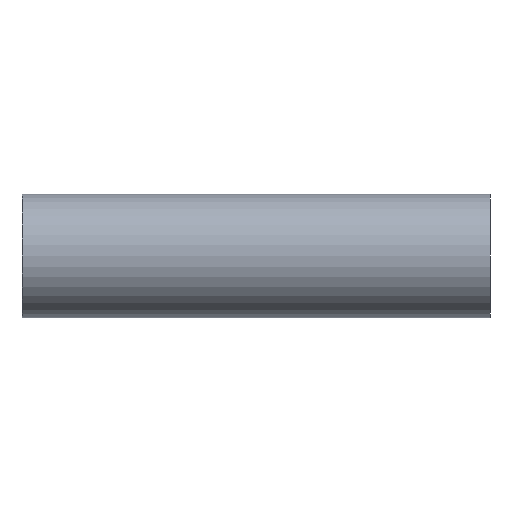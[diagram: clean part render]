
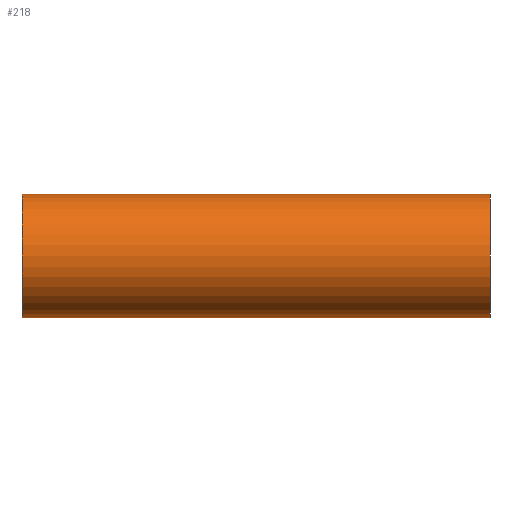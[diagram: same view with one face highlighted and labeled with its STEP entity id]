
A CAD part, left-side view. The second image highlights one B-rep face of the part: STEP entity #218.
In plain terms, the highlighted cylindrical face has radius 37.5 mm (diameter 75 mm), a partial arc.
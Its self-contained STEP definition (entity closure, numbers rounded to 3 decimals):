
#7 = VERTEX_POINT ( 'NONE', #225 ) ;
#9 = DIRECTION ( 'NONE',  ( 0., -1., 0. ) ) ;
#14 = VERTEX_POINT ( 'NONE', #194 ) ;
#37 = CYLINDRICAL_SURFACE ( 'NONE', #386, 37.5 ) ;
#40 = ORIENTED_EDGE ( 'NONE', *, *, #86, .F. ) ;
#45 = CARTESIAN_POINT ( 'NONE',  ( 0., 0., 37.5 ) ) ;
#47 = EDGE_CURVE ( 'NONE', #7, #372, #298, .T. ) ;
#50 = CARTESIAN_POINT ( 'NONE',  ( 0., 99., 37.5 ) ) ;
#52 = VECTOR ( 'NONE', #70, 1000. ) ;
#70 = DIRECTION ( 'NONE',  ( 0., -1., 0. ) ) ;
#71 = DIRECTION ( 'NONE',  ( 0., -1., 0. ) ) ;
#86 = EDGE_CURVE ( 'NONE', #425, #14, #480, .T. ) ;
#99 = LINE ( 'NONE', #365, #384 ) ;
#110 = VERTEX_POINT ( 'NONE', #45 ) ;
#127 = AXIS2_PLACEMENT_3D ( 'NONE', #243, #204, #128 ) ;
#128 = DIRECTION ( 'NONE',  ( 0., 0., 1. ) ) ;
#137 = ORIENTED_EDGE ( 'NONE', *, *, #180, .T. ) ;
#160 = VECTOR ( 'NONE', #9, 1000. ) ;
#180 = EDGE_CURVE ( 'NONE', #425, #7, #307, .T. ) ;
#194 = CARTESIAN_POINT ( 'NONE',  ( 0., 284., 37.5 ) ) ;
#204 = DIRECTION ( 'NONE',  ( 0., 1., 0. ) ) ;
#205 = EDGE_CURVE ( 'NONE', #14, #427, #235, .T. ) ;
#218 = ADVANCED_FACE ( 'NONE', ( #470 ), #37, .T. ) ;
#225 = CARTESIAN_POINT ( 'NONE',  ( 0., 99., -37.5 ) ) ;
#230 = CARTESIAN_POINT ( 'NONE',  ( 0., 284., -37.5 ) ) ;
#235 = LINE ( 'NONE', #380, #52 ) ;
#240 = CARTESIAN_POINT ( 'NONE',  ( 0., 284., -37.5 ) ) ;
#243 = CARTESIAN_POINT ( 'NONE',  ( 0., 0., 0. ) ) ;
#247 = AXIS2_PLACEMENT_3D ( 'NONE', #302, #377, #343 ) ;
#254 = CIRCLE ( 'NONE', #127, 37.5 ) ;
#288 = EDGE_CURVE ( 'NONE', #427, #110, #99, .T. ) ;
#298 = LINE ( 'NONE', #230, #326 ) ;
#302 = CARTESIAN_POINT ( 'NONE',  ( 0., 284., 0. ) ) ;
#306 = ORIENTED_EDGE ( 'NONE', *, *, #288, .F. ) ;
#307 = LINE ( 'NONE', #348, #160 ) ;
#325 = EDGE_LOOP ( 'NONE', ( #392, #40, #137, #475, #413, #306 ) ) ;
#326 = VECTOR ( 'NONE', #71, 1000. ) ;
#339 = CARTESIAN_POINT ( 'NONE',  ( 0., 284., 0. ) ) ;
#343 = DIRECTION ( 'NONE',  ( 0., 0., 1. ) ) ;
#348 = CARTESIAN_POINT ( 'NONE',  ( 0., 284., -37.5 ) ) ;
#360 = DIRECTION ( 'NONE',  ( 0., 0., -1. ) ) ;
#365 = CARTESIAN_POINT ( 'NONE',  ( 0., 284., 37.5 ) ) ;
#368 = DIRECTION ( 'NONE',  ( 0., -1., 0. ) ) ;
#372 = VERTEX_POINT ( 'NONE', #463 ) ;
#377 = DIRECTION ( 'NONE',  ( 0., 1., 0. ) ) ;
#380 = CARTESIAN_POINT ( 'NONE',  ( 0., 284., 37.5 ) ) ;
#384 = VECTOR ( 'NONE', #368, 1000. ) ;
#386 = AXIS2_PLACEMENT_3D ( 'NONE', #339, #477, #360 ) ;
#392 = ORIENTED_EDGE ( 'NONE', *, *, #205, .F. ) ;
#413 = ORIENTED_EDGE ( 'NONE', *, *, #455, .T. ) ;
#425 = VERTEX_POINT ( 'NONE', #240 ) ;
#427 = VERTEX_POINT ( 'NONE', #50 ) ;
#455 = EDGE_CURVE ( 'NONE', #372, #110, #254, .T. ) ;
#463 = CARTESIAN_POINT ( 'NONE',  ( 0., 0., -37.5 ) ) ;
#470 = FACE_OUTER_BOUND ( 'NONE', #325, .T. ) ;
#475 = ORIENTED_EDGE ( 'NONE', *, *, #47, .T. ) ;
#477 = DIRECTION ( 'NONE',  ( 0., -1., 0. ) ) ;
#480 = CIRCLE ( 'NONE', #247, 37.5 ) ;
